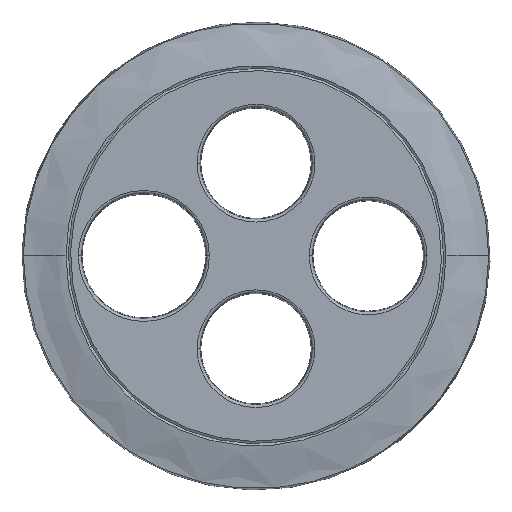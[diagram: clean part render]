
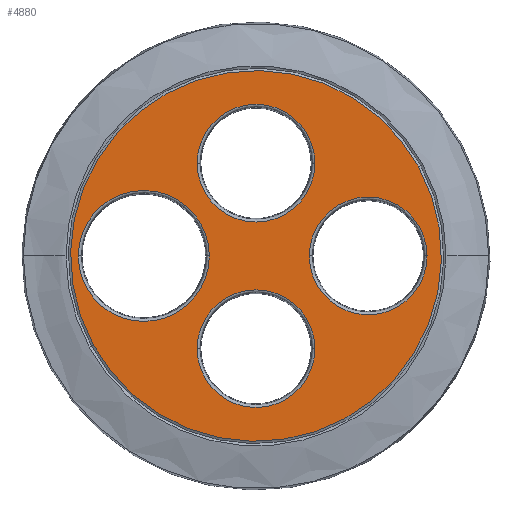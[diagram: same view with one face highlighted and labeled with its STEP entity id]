
A CAD part, top view. The second image highlights one B-rep face of the part: STEP entity #4880.
In plain terms, the highlighted planar face has unit normal (0, 0, -1).
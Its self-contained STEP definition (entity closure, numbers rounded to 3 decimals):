
#4788=AXIS2_PLACEMENT_3D('Plane Axis2P3D',#4785,#4786,#4787) ;
#4792=AXIS2_PLACEMENT_3D('Circle Axis2P3D',#4790,#4791,$) ;
#4801=AXIS2_PLACEMENT_3D('Circle Axis2P3D',#4799,#4800,$) ;
#4810=AXIS2_PLACEMENT_3D('Circle Axis2P3D',#4808,#4809,$) ;
#4819=AXIS2_PLACEMENT_3D('Circle Axis2P3D',#4817,#4818,$) ;
#4828=AXIS2_PLACEMENT_3D('Circle Axis2P3D',#4826,#4827,$) ;
#4837=AXIS2_PLACEMENT_3D('Circle Axis2P3D',#4835,#4836,$) ;
#4846=AXIS2_PLACEMENT_3D('Circle Axis2P3D',#4844,#4845,$) ;
#4855=AXIS2_PLACEMENT_3D('Circle Axis2P3D',#4853,#4854,$) ;
#4864=AXIS2_PLACEMENT_3D('Circle Axis2P3D',#4862,#4863,$) ;
#4873=AXIS2_PLACEMENT_3D('Circle Axis2P3D',#4871,#4872,$) ;
#4785=CARTESIAN_POINT('Axis2P3D Location',(0.,0.,9.9)) ;
#4790=CARTESIAN_POINT('Axis2P3D Location',(0.,0.,9.9)) ;
#4794=CARTESIAN_POINT('Vertex',(18.421,10.063,9.9)) ;
#4796=CARTESIAN_POINT('Vertex',(-18.421,-10.063,9.9)) ;
#4799=CARTESIAN_POINT('Axis2P3D Location',(0.,0.,9.9)) ;
#4808=CARTESIAN_POINT('Axis2P3D Location',(0.,10.5,9.9)) ;
#4812=CARTESIAN_POINT('Vertex',(6.663,10.5,9.9)) ;
#4814=CARTESIAN_POINT('Vertex',(-6.663,10.5,9.9)) ;
#4817=CARTESIAN_POINT('Axis2P3D Location',(0.,10.5,9.9)) ;
#4826=CARTESIAN_POINT('Axis2P3D Location',(12.7,0.,9.9)) ;
#4830=CARTESIAN_POINT('Vertex',(19.363,0.,9.9)) ;
#4832=CARTESIAN_POINT('Vertex',(6.037,0.,9.9)) ;
#4835=CARTESIAN_POINT('Axis2P3D Location',(12.7,0.,9.9)) ;
#4844=CARTESIAN_POINT('Axis2P3D Location',(-12.7,0.,9.9)) ;
#4848=CARTESIAN_POINT('Vertex',(-20.113,0.,9.9)) ;
#4850=CARTESIAN_POINT('Vertex',(-5.287,0.,9.9)) ;
#4853=CARTESIAN_POINT('Axis2P3D Location',(-12.7,0.,9.9)) ;
#4862=CARTESIAN_POINT('Axis2P3D Location',(0.,-10.5,9.9)) ;
#4866=CARTESIAN_POINT('Vertex',(6.663,-10.5,9.9)) ;
#4868=CARTESIAN_POINT('Vertex',(-6.663,-10.5,9.9)) ;
#4871=CARTESIAN_POINT('Axis2P3D Location',(0.,-10.5,9.9)) ;
#4786=DIRECTION('Axis2P3D Direction',(0.,0.,-1.)) ;
#4787=DIRECTION('Axis2P3D XDirection',(0.,1.,0.)) ;
#4791=DIRECTION('Axis2P3D Direction',(0.,0.,-1.)) ;
#4800=DIRECTION('Axis2P3D Direction',(0.,0.,-1.)) ;
#4809=DIRECTION('Axis2P3D Direction',(0.,0.,-1.)) ;
#4818=DIRECTION('Axis2P3D Direction',(0.,0.,-1.)) ;
#4827=DIRECTION('Axis2P3D Direction',(0.,0.,-1.)) ;
#4836=DIRECTION('Axis2P3D Direction',(0.,0.,-1.)) ;
#4845=DIRECTION('Axis2P3D Direction',(0.,0.,-1.)) ;
#4854=DIRECTION('Axis2P3D Direction',(0.,0.,-1.)) ;
#4863=DIRECTION('Axis2P3D Direction',(0.,0.,-1.)) ;
#4872=DIRECTION('Axis2P3D Direction',(0.,0.,-1.)) ;
#4805=ORIENTED_EDGE('',*,*,#4798,.T.) ;
#4806=ORIENTED_EDGE('',*,*,#4803,.T.) ;
#4823=ORIENTED_EDGE('',*,*,#4816,.F.) ;
#4824=ORIENTED_EDGE('',*,*,#4821,.F.) ;
#4841=ORIENTED_EDGE('',*,*,#4834,.F.) ;
#4842=ORIENTED_EDGE('',*,*,#4839,.F.) ;
#4859=ORIENTED_EDGE('',*,*,#4852,.F.) ;
#4860=ORIENTED_EDGE('',*,*,#4857,.F.) ;
#4877=ORIENTED_EDGE('',*,*,#4870,.F.) ;
#4878=ORIENTED_EDGE('',*,*,#4875,.F.) ;
#4825=FACE_BOUND('',#4822,.T.) ;
#4843=FACE_BOUND('',#4840,.T.) ;
#4861=FACE_BOUND('',#4858,.T.) ;
#4879=FACE_BOUND('',#4876,.T.) ;
#4880=ADVANCED_FACE('Extraction.1',(#4807,#4825,#4843,#4861,#4879),#4789,.T.) ;
#4793=CIRCLE('generated circle',#4792,20.99) ;
#4802=CIRCLE('generated circle',#4801,20.99) ;
#4811=CIRCLE('generated circle',#4810,6.663) ;
#4820=CIRCLE('generated circle',#4819,6.663) ;
#4829=CIRCLE('generated circle',#4828,6.663) ;
#4838=CIRCLE('generated circle',#4837,6.663) ;
#4847=CIRCLE('generated circle',#4846,7.413) ;
#4856=CIRCLE('generated circle',#4855,7.413) ;
#4865=CIRCLE('generated circle',#4864,6.663) ;
#4874=CIRCLE('generated circle',#4873,6.663) ;
#4798=EDGE_CURVE('',#4795,#4797,#4793,.T.) ;
#4803=EDGE_CURVE('',#4797,#4795,#4802,.T.) ;
#4816=EDGE_CURVE('',#4813,#4815,#4811,.T.) ;
#4821=EDGE_CURVE('',#4815,#4813,#4820,.T.) ;
#4834=EDGE_CURVE('',#4831,#4833,#4829,.T.) ;
#4839=EDGE_CURVE('',#4833,#4831,#4838,.T.) ;
#4852=EDGE_CURVE('',#4849,#4851,#4847,.T.) ;
#4857=EDGE_CURVE('',#4851,#4849,#4856,.T.) ;
#4870=EDGE_CURVE('',#4867,#4869,#4865,.T.) ;
#4875=EDGE_CURVE('',#4869,#4867,#4874,.T.) ;
#4804=EDGE_LOOP('',(#4805,#4806)) ;
#4822=EDGE_LOOP('',(#4823,#4824)) ;
#4840=EDGE_LOOP('',(#4841,#4842)) ;
#4858=EDGE_LOOP('',(#4859,#4860)) ;
#4876=EDGE_LOOP('',(#4877,#4878)) ;
#4807=FACE_OUTER_BOUND('',#4804,.T.) ;
#4789=PLANE('',#4788) ;
#4795=VERTEX_POINT('',#4794) ;
#4797=VERTEX_POINT('',#4796) ;
#4813=VERTEX_POINT('',#4812) ;
#4815=VERTEX_POINT('',#4814) ;
#4831=VERTEX_POINT('',#4830) ;
#4833=VERTEX_POINT('',#4832) ;
#4849=VERTEX_POINT('',#4848) ;
#4851=VERTEX_POINT('',#4850) ;
#4867=VERTEX_POINT('',#4866) ;
#4869=VERTEX_POINT('',#4868) ;
